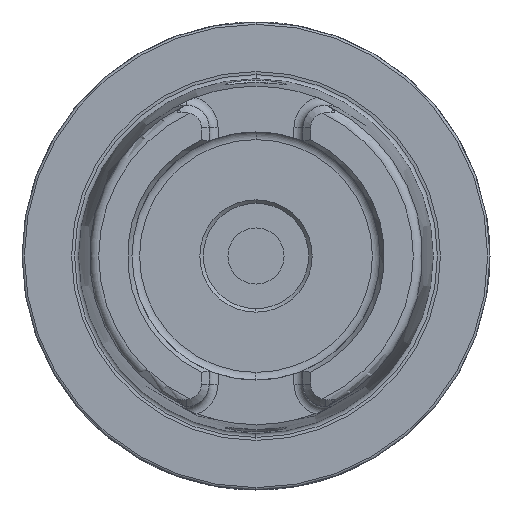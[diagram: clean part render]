
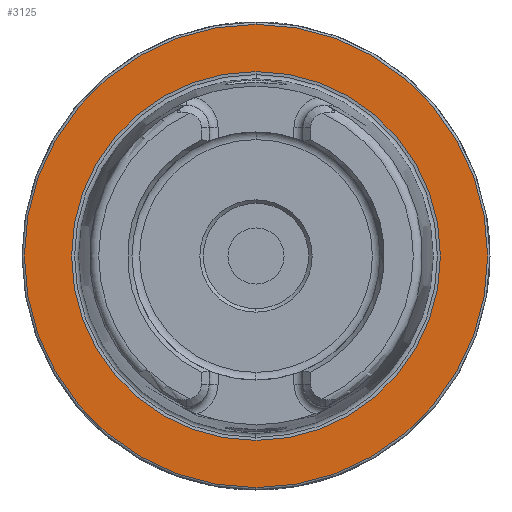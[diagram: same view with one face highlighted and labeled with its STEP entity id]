
A CAD part, left-side view. The second image highlights one B-rep face of the part: STEP entity #3125.
In plain terms, the highlighted planar face has unit normal (-1, 0, 0).
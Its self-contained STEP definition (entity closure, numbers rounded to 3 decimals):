
#345 = CARTESIAN_POINT ( 'NONE',  ( 0., 0., -39.405 ) ) ;
#378 = VERTEX_POINT ( 'NONE', #4368 ) ;
#956 = EDGE_CURVE ( 'NONE', #12290, #10329, #4913, .T. ) ;
#1030 = DIRECTION ( 'NONE',  ( -1., 0., 0. ) ) ;
#1037 = CIRCLE ( 'NONE', #12525, 39.405 ) ;
#1041 = CARTESIAN_POINT ( 'NONE',  ( 0., 49.5, 0. ) ) ;
#1414 = DIRECTION ( 'NONE',  ( -1., 0., 0. ) ) ;
#1888 = EDGE_LOOP ( 'NONE', ( #3281, #6302 ) ) ;
#1942 = DIRECTION ( 'NONE',  ( -1., 0., 0. ) ) ;
#2243 = ORIENTED_EDGE ( 'NONE', *, *, #11744, .T. ) ;
#2759 = FACE_OUTER_BOUND ( 'NONE', #6128, .T. ) ;
#3039 = CIRCLE ( 'NONE', #13285, 49.5 ) ;
#3125 = ADVANCED_FACE ( 'NONE', ( #6218, #2759 ), #10614, .F. ) ;
#3137 = DIRECTION ( 'NONE',  ( 1., 0., 0. ) ) ;
#3224 = DIRECTION ( 'NONE',  ( 0., 0., 1. ) ) ;
#3281 = ORIENTED_EDGE ( 'NONE', *, *, #6220, .F. ) ;
#4059 = AXIS2_PLACEMENT_3D ( 'NONE', #8377, #10437, #7375 ) ;
#4368 = CARTESIAN_POINT ( 'NONE',  ( 0., 0., 49.5 ) ) ;
#4563 = CARTESIAN_POINT ( 'NONE',  ( 0., 0., 0. ) ) ;
#4605 = AXIS2_PLACEMENT_3D ( 'NONE', #1041, #3137, #7481 ) ;
#4913 = CIRCLE ( 'NONE', #11749, 39.405 ) ;
#5175 = EDGE_CURVE ( 'NONE', #8892, #378, #3039, .T. ) ;
#6128 = EDGE_LOOP ( 'NONE', ( #2243, #7462 ) ) ;
#6218 = FACE_BOUND ( 'NONE', #1888, .T. ) ;
#6220 = EDGE_CURVE ( 'NONE', #10329, #12290, #1037, .T. ) ;
#6302 = ORIENTED_EDGE ( 'NONE', *, *, #956, .F. ) ;
#7375 = DIRECTION ( 'NONE',  ( 0., 0., 1. ) ) ;
#7462 = ORIENTED_EDGE ( 'NONE', *, *, #5175, .T. ) ;
#7481 = DIRECTION ( 'NONE',  ( 0., 0., -1. ) ) ;
#8154 = CARTESIAN_POINT ( 'NONE',  ( 0., 0., 39.405 ) ) ;
#8173 = CARTESIAN_POINT ( 'NONE',  ( 0., 0., 0. ) ) ;
#8377 = CARTESIAN_POINT ( 'NONE',  ( 0., 0., 0. ) ) ;
#8699 = CARTESIAN_POINT ( 'NONE',  ( 0., 0., -49.5 ) ) ;
#8892 = VERTEX_POINT ( 'NONE', #8699 ) ;
#10329 = VERTEX_POINT ( 'NONE', #8154 ) ;
#10437 = DIRECTION ( 'NONE',  ( -1., 0., 0. ) ) ;
#10562 = CARTESIAN_POINT ( 'NONE',  ( 0., 0., 0. ) ) ;
#10614 = PLANE ( 'NONE',  #4605 ) ;
#11744 = EDGE_CURVE ( 'NONE', #378, #8892, #11784, .T. ) ;
#11749 = AXIS2_PLACEMENT_3D ( 'NONE', #8173, #1942, #12403 ) ;
#11784 = CIRCLE ( 'NONE', #4059, 49.5 ) ;
#12290 = VERTEX_POINT ( 'NONE', #345 ) ;
#12403 = DIRECTION ( 'NONE',  ( 0., 0., 1. ) ) ;
#12525 = AXIS2_PLACEMENT_3D ( 'NONE', #10562, #1030, #3224 ) ;
#12907 = DIRECTION ( 'NONE',  ( 0., 0., 1. ) ) ;
#13285 = AXIS2_PLACEMENT_3D ( 'NONE', #4563, #1414, #12907 ) ;
